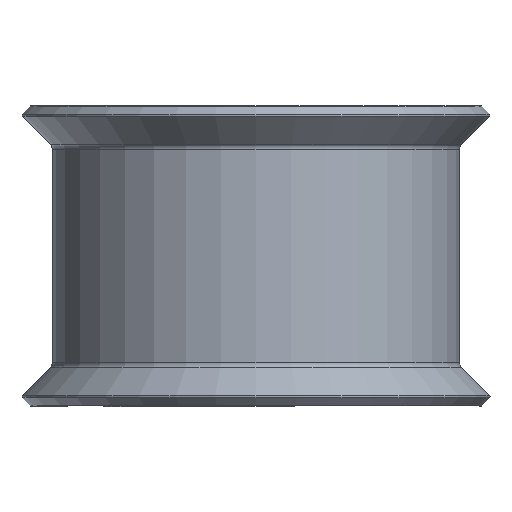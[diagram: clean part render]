
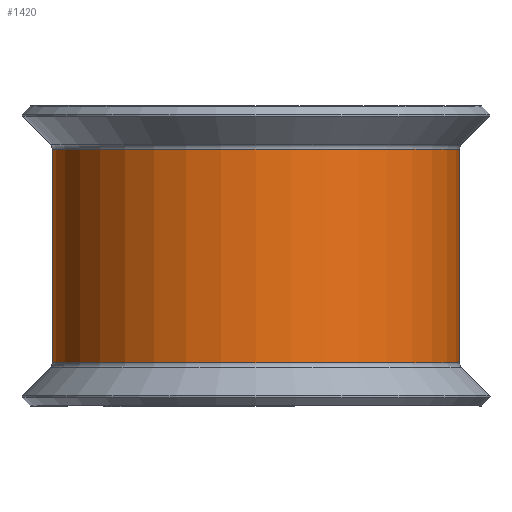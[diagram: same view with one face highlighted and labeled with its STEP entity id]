
A CAD part, front view. The second image highlights one B-rep face of the part: STEP entity #1420.
In plain terms, the highlighted cylindrical face has radius 8.572 mm (diameter 17.145 mm), a partial arc.
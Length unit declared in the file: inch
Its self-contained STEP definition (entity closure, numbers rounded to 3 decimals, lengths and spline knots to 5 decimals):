
#5 = VERTEX_POINT ( 'NONE', #501 ) ;
#76 = LINE ( 'NONE', #486, #2657 ) ;
#92 = ORIENTED_EDGE ( 'NONE', *, *, #1176, .T. ) ;
#149 = DIRECTION ( 'NONE',  ( -1., 0., 0. ) ) ;
#399 = VECTOR ( 'NONE', #1167, 39.37008 ) ;
#486 = CARTESIAN_POINT ( 'NONE',  ( 0.3125, -0.3495, 0.25 ) ) ;
#501 = CARTESIAN_POINT ( 'NONE',  ( -0.025, -0.687, 0.17722 ) ) ;
#560 = CARTESIAN_POINT ( 'NONE',  ( -0.025, -0.687, -0.17722 ) ) ;
#678 = EDGE_CURVE ( 'NONE', #2473, #2031, #1049, .T. ) ;
#704 = CARTESIAN_POINT ( 'NONE',  ( 0.3125, -0.3495, -0.17722 ) ) ;
#836 = CARTESIAN_POINT ( 'NONE',  ( 0.3125, -0.687, 0.17722 ) ) ;
#858 = AXIS2_PLACEMENT_3D ( 'NONE', #836, #2517, #1079 ) ;
#1023 = VERTEX_POINT ( 'NONE', #1305 ) ;
#1049 = CIRCLE ( 'NONE', #3077, 0.3375 ) ;
#1079 = DIRECTION ( 'NONE',  ( -1., 0., 0. ) ) ;
#1127 = DIRECTION ( 'NONE',  ( -1., 0., 0. ) ) ;
#1167 = DIRECTION ( 'NONE',  ( 0., 0., -1. ) ) ;
#1176 = EDGE_CURVE ( 'NONE', #5, #2031, #2322, .T. ) ;
#1266 = EDGE_CURVE ( 'NONE', #1023, #5, #1534, .T. ) ;
#1305 = CARTESIAN_POINT ( 'NONE',  ( 0.3125, -0.3495, 0.17722 ) ) ;
#1365 = CARTESIAN_POINT ( 'NONE',  ( 0.3125, -0.687, 0.25 ) ) ;
#1420 = ADVANCED_FACE ( 'NONE', ( #2259 ), #2916, .T. ) ;
#1458 = DIRECTION ( 'NONE',  ( 0., 0., -1. ) ) ;
#1534 = CIRCLE ( 'NONE', #858, 0.3375 ) ;
#1594 = EDGE_LOOP ( 'NONE', ( #92, #2321, #2647, #2338 ) ) ;
#1599 = DIRECTION ( 'NONE',  ( 0., 0., -1. ) ) ;
#1605 = DIRECTION ( 'NONE',  ( 0., 0., -1. ) ) ;
#2031 = VERTEX_POINT ( 'NONE', #560 ) ;
#2259 = FACE_OUTER_BOUND ( 'NONE', #1594, .T. ) ;
#2321 = ORIENTED_EDGE ( 'NONE', *, *, #678, .F. ) ;
#2322 = LINE ( 'NONE', #2838, #399 ) ;
#2338 = ORIENTED_EDGE ( 'NONE', *, *, #1266, .T. ) ;
#2473 = VERTEX_POINT ( 'NONE', #704 ) ;
#2517 = DIRECTION ( 'NONE',  ( 0., 0., -1. ) ) ;
#2638 = AXIS2_PLACEMENT_3D ( 'NONE', #1365, #1605, #1127 ) ;
#2647 = ORIENTED_EDGE ( 'NONE', *, *, #2776, .F. ) ;
#2657 = VECTOR ( 'NONE', #1458, 39.37008 ) ;
#2776 = EDGE_CURVE ( 'NONE', #1023, #2473, #76, .T. ) ;
#2838 = CARTESIAN_POINT ( 'NONE',  ( -0.025, -0.687, 0.25 ) ) ;
#2916 = CYLINDRICAL_SURFACE ( 'NONE', #2638, 0.3375 ) ;
#3036 = CARTESIAN_POINT ( 'NONE',  ( 0.3125, -0.687, -0.17722 ) ) ;
#3077 = AXIS2_PLACEMENT_3D ( 'NONE', #3036, #1599, #149 ) ;
